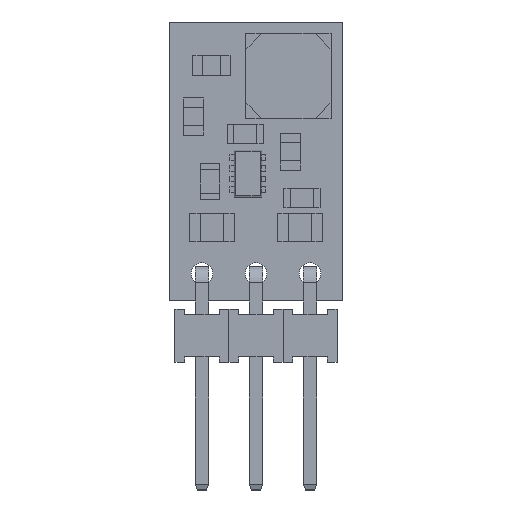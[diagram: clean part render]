
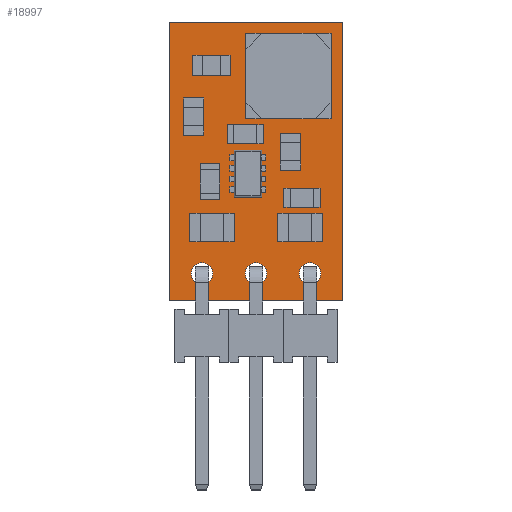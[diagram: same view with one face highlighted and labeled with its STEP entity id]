
A CAD part, top view. The second image highlights one B-rep face of the part: STEP entity #18997.
In plain terms, the highlighted planar face has unit normal (0, 0, 1).
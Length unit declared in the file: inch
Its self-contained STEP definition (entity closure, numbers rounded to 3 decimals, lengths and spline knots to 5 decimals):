
#249 = CARTESIAN_POINT ( 'NONE',  ( 0.32, 0., 0.04 ) ) ;
#351 = EDGE_CURVE ( 'NONE', #3864, #8590, #1227, .T. ) ;
#425 = EDGE_CURVE ( 'NONE', #1113, #2424, #7533, .T. ) ;
#472 = ORIENTED_EDGE ( 'NONE', *, *, #10255, .T. ) ;
#749 = AXIS2_PLACEMENT_3D ( 'NONE', #15599, #22559, #27255 ) ;
#1113 = VERTEX_POINT ( 'NONE', #18685 ) ;
#1227 = CIRCLE ( 'NONE', #749, 0.02 ) ;
#1813 = VERTEX_POINT ( 'NONE', #13456 ) ;
#1875 = AXIS2_PLACEMENT_3D ( 'NONE', #13310, #9212, #20443 ) ;
#1886 = LINE ( 'NONE', #10831, #16596 ) ;
#1938 = CARTESIAN_POINT ( 'NONE',  ( 0.16, 0.05, 0.04 ) ) ;
#2424 = VERTEX_POINT ( 'NONE', #22447 ) ;
#2643 = AXIS2_PLACEMENT_3D ( 'NONE', #5410, #16814, #12698 ) ;
#2692 = EDGE_CURVE ( 'NONE', #28128, #1813, #29355, .T. ) ;
#2701 = FACE_BOUND ( 'NONE', #27724, .T. ) ;
#2881 = VERTEX_POINT ( 'NONE', #9962 ) ;
#3275 = DIRECTION ( 'NONE',  ( 0., -1., 0. ) ) ;
#3423 = EDGE_LOOP ( 'NONE', ( #17670, #472, #15158, #19215 ) ) ;
#3864 = VERTEX_POINT ( 'NONE', #6417 ) ;
#4016 = ORIENTED_EDGE ( 'NONE', *, *, #28659, .F. ) ;
#4611 = CARTESIAN_POINT ( 'NONE',  ( 0.28, 0.05, 0.04 ) ) ;
#4964 = FACE_BOUND ( 'NONE', #10485, .T. ) ;
#5062 = ORIENTED_EDGE ( 'NONE', *, *, #21580, .F. ) ;
#5410 = CARTESIAN_POINT ( 'NONE',  ( 0., 0., 0.04 ) ) ;
#6417 = CARTESIAN_POINT ( 'NONE',  ( 0.24, 0.05, 0.04 ) ) ;
#6426 = CARTESIAN_POINT ( 'NONE',  ( 0., 0., 0.04 ) ) ;
#6780 = AXIS2_PLACEMENT_3D ( 'NONE', #20708, #9338, #16316 ) ;
#6888 = ORIENTED_EDGE ( 'NONE', *, *, #425, .F. ) ;
#6932 = EDGE_LOOP ( 'NONE', ( #6888, #19263 ) ) ;
#6937 = DIRECTION ( 'NONE',  ( 1., 0., 0. ) ) ;
#7533 = CIRCLE ( 'NONE', #23529, 0.02 ) ;
#7751 = ORIENTED_EDGE ( 'NONE', *, *, #351, .F. ) ;
#8590 = VERTEX_POINT ( 'NONE', #4611 ) ;
#9212 = DIRECTION ( 'NONE',  ( 0., 0., 1. ) ) ;
#9338 = DIRECTION ( 'NONE',  ( 0., 0., 1. ) ) ;
#9962 = CARTESIAN_POINT ( 'NONE',  ( 0.32, 0.515, 0.04 ) ) ;
#10255 = EDGE_CURVE ( 'NONE', #12994, #29812, #15384, .T. ) ;
#10485 = EDGE_LOOP ( 'NONE', ( #7751, #5062 ) ) ;
#10831 = CARTESIAN_POINT ( 'NONE',  ( 0.32, 0.515, 0.04 ) ) ;
#10885 = DIRECTION ( 'NONE',  ( 0., 0., 1. ) ) ;
#11140 = DIRECTION ( 'NONE',  ( -1., 0., 0. ) ) ;
#12698 = DIRECTION ( 'NONE',  ( 1., 0., 0. ) ) ;
#12993 = CIRCLE ( 'NONE', #29932, 0.02 ) ;
#12994 = VERTEX_POINT ( 'NONE', #21555 ) ;
#13165 = CIRCLE ( 'NONE', #19955, 0.02 ) ;
#13310 = CARTESIAN_POINT ( 'NONE',  ( 0.06, 0.05, 0.04 ) ) ;
#13456 = CARTESIAN_POINT ( 'NONE',  ( 0.08, 0.05, 0.04 ) ) ;
#14288 = EDGE_CURVE ( 'NONE', #2881, #16373, #1886, .T. ) ;
#15158 = ORIENTED_EDGE ( 'NONE', *, *, #20839, .T. ) ;
#15384 = LINE ( 'NONE', #6426, #29116 ) ;
#15599 = CARTESIAN_POINT ( 'NONE',  ( 0.26, 0.05, 0.04 ) ) ;
#15922 = CARTESIAN_POINT ( 'NONE',  ( 0.26, 0.05, 0.04 ) ) ;
#15994 = ORIENTED_EDGE ( 'NONE', *, *, #2692, .F. ) ;
#16316 = DIRECTION ( 'NONE',  ( 1., 0., 0. ) ) ;
#16373 = VERTEX_POINT ( 'NONE', #29447 ) ;
#16508 = FACE_BOUND ( 'NONE', #6932, .T. ) ;
#16596 = VECTOR ( 'NONE', #11140, 39.37008 ) ;
#16665 = CARTESIAN_POINT ( 'NONE',  ( 0.06, 0.05, 0.04 ) ) ;
#16814 = DIRECTION ( 'NONE',  ( 0., 0., 1. ) ) ;
#17665 = DIRECTION ( 'NONE',  ( 1., 0., 0. ) ) ;
#17670 = ORIENTED_EDGE ( 'NONE', *, *, #22090, .T. ) ;
#18380 = CARTESIAN_POINT ( 'NONE',  ( 0.04, 0.05, 0.04 ) ) ;
#18685 = CARTESIAN_POINT ( 'NONE',  ( 0.14, 0.05, 0.04 ) ) ;
#18935 = FACE_OUTER_BOUND ( 'NONE', #3423, .T. ) ;
#18997 = ADVANCED_FACE ( 'NONE', ( #2701, #16508, #4964, #18935 ), #24353, .T. ) ;
#19215 = ORIENTED_EDGE ( 'NONE', *, *, #14288, .T. ) ;
#19263 = ORIENTED_EDGE ( 'NONE', *, *, #25672, .F. ) ;
#19687 = CARTESIAN_POINT ( 'NONE',  ( 0.32, 0., 0.04 ) ) ;
#19805 = CARTESIAN_POINT ( 'NONE',  ( 0., 0.515, 0.04 ) ) ;
#19955 = AXIS2_PLACEMENT_3D ( 'NONE', #16665, #25876, #6937 ) ;
#20372 = CIRCLE ( 'NONE', #6780, 0.02 ) ;
#20443 = DIRECTION ( 'NONE',  ( 1., 0., 0. ) ) ;
#20621 = DIRECTION ( 'NONE',  ( 0., 0., 1. ) ) ;
#20708 = CARTESIAN_POINT ( 'NONE',  ( 0.16, 0.05, 0.04 ) ) ;
#20839 = EDGE_CURVE ( 'NONE', #29812, #2881, #24656, .T. ) ;
#21555 = CARTESIAN_POINT ( 'NONE',  ( 0., 0., 0.04 ) ) ;
#21580 = EDGE_CURVE ( 'NONE', #8590, #3864, #12993, .T. ) ;
#22090 = EDGE_CURVE ( 'NONE', #16373, #12994, #28886, .T. ) ;
#22447 = CARTESIAN_POINT ( 'NONE',  ( 0.18, 0.05, 0.04 ) ) ;
#22559 = DIRECTION ( 'NONE',  ( 0., 0., 1. ) ) ;
#23225 = VECTOR ( 'NONE', #28912, 39.37008 ) ;
#23529 = AXIS2_PLACEMENT_3D ( 'NONE', #1938, #10885, #29073 ) ;
#24353 = PLANE ( 'NONE',  #2643 ) ;
#24656 = LINE ( 'NONE', #19687, #23225 ) ;
#25672 = EDGE_CURVE ( 'NONE', #2424, #1113, #20372, .T. ) ;
#25876 = DIRECTION ( 'NONE',  ( 0., 0., 1. ) ) ;
#27046 = VECTOR ( 'NONE', #3275, 39.37008 ) ;
#27255 = DIRECTION ( 'NONE',  ( 1., 0., 0. ) ) ;
#27724 = EDGE_LOOP ( 'NONE', ( #15994, #4016 ) ) ;
#27870 = DIRECTION ( 'NONE',  ( 1., 0., 0. ) ) ;
#28128 = VERTEX_POINT ( 'NONE', #18380 ) ;
#28659 = EDGE_CURVE ( 'NONE', #1813, #28128, #13165, .T. ) ;
#28886 = LINE ( 'NONE', #19805, #27046 ) ;
#28912 = DIRECTION ( 'NONE',  ( 0., 1., 0. ) ) ;
#29073 = DIRECTION ( 'NONE',  ( 1., 0., 0. ) ) ;
#29116 = VECTOR ( 'NONE', #17665, 39.37008 ) ;
#29355 = CIRCLE ( 'NONE', #1875, 0.02 ) ;
#29447 = CARTESIAN_POINT ( 'NONE',  ( 0., 0.515, 0.04 ) ) ;
#29812 = VERTEX_POINT ( 'NONE', #249 ) ;
#29932 = AXIS2_PLACEMENT_3D ( 'NONE', #15922, #20621, #27870 ) ;
